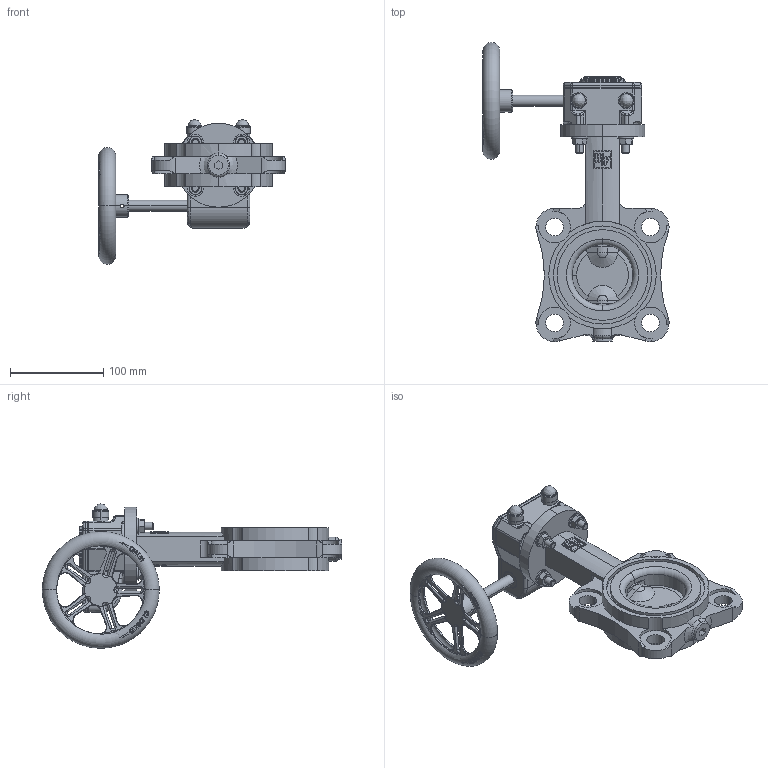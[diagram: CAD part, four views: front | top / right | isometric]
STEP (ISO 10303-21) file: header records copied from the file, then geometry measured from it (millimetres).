
FILE_DESCRIPTION (( 'STEP AP214' ), '1' );
FILE_NAME ('EVBLS DN65 PN16 X20-PS125.STEP', '2016-02-04T11:26:53', ( '' ), ( '' ), 'SwSTEP 2.0', 'SolidWorks 2015', '' );
FILE_SCHEMA (( 'AUTOMOTIVE_DESIGN' ));
Length unit declared in the file: millimetre
Products named in the file (1): EVBLS DN65 PN16 X20-PS125
Bounding box: 199.25 x 320.24 x 154.62 mm (x, y, z)
Volume: 997177.4 mm3; surface area: 165194.1 mm2
Topology: 1 solids, 15 shells, 1749 faces, 4489 edges, 2853 vertices
Faces by surface type: plane 713, bspline 454, cylinder 398, cone 124, torus 56, sphere 4
Entity records: 89156 total; most frequent: CARTESIAN_POINT 30538, ORIENTED_EDGE 8934, DIRECTION 7062, EDGE_CURVE 4467, VERTEX_POINT 2851, AXIS2_PLACEMENT_3D 2518, LINE 2026, VECTOR 2026
